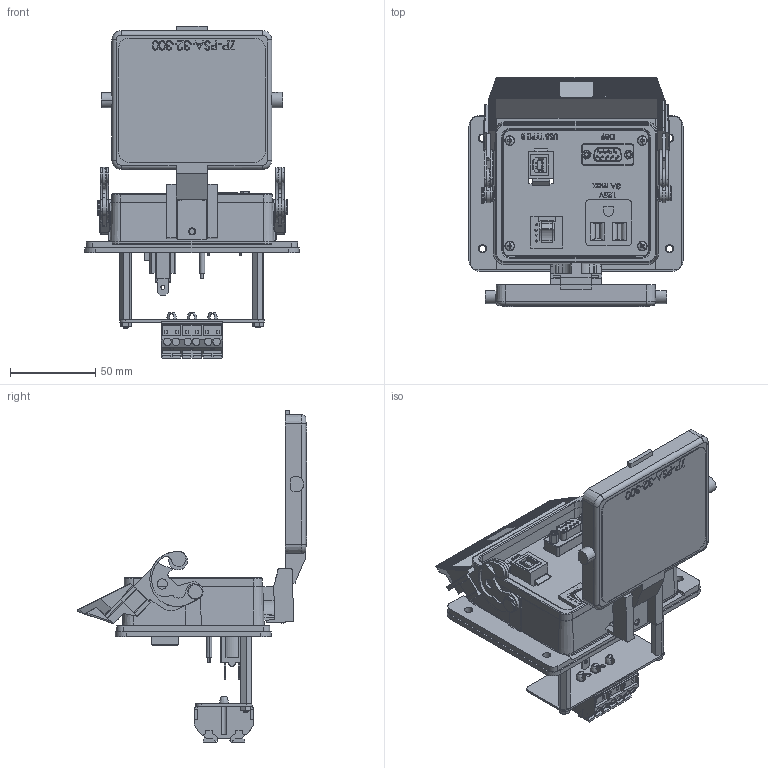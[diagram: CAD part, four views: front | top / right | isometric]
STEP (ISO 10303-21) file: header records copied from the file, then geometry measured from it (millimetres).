
FILE_DESCRIPTION (( 'STEP AP214' ), '1' );
FILE_NAME ('ZP-PSA-32-300.step', '2018-09-05T17:20:01', ( '' ), ( '' ), 'SwSTEP 2.0', 'SolidWorks 2017', '' );
FILE_SCHEMA (( 'AUTOMOTIVE_DESIGN' ));
Length unit declared in the file: inch
Products named in the file (1): ZP-PSA-32-300
Bounding box: 125.98 x 134.96 x 195.21 mm (x, y, z)
Volume: 197072.7 mm3; surface area: 120541 mm2
Topology: 1 solids, 8 shells, 3693 faces, 9906 edges, 6448 vertices
Faces by surface type: plane 2281, cylinder 770, bspline 463, cone 93, torus 78, sphere 8
Entity records: 171956 total; most frequent: CARTESIAN_POINT 48677, ORIENTED_EDGE 19796, DIRECTION 16850, EDGE_CURVE 9898, VECTOR 6796, LINE 6796, VERTEX_POINT 6448, AXIS2_PLACEMENT_3D 5027
